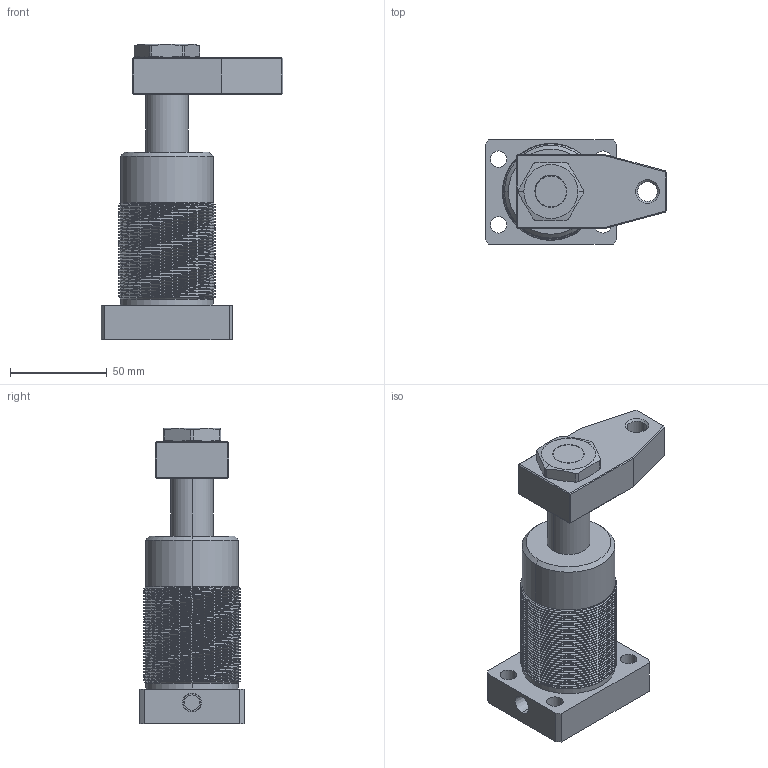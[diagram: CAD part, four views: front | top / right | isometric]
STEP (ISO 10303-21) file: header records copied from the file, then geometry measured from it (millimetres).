
FILE_DESCRIPTION (( 'STEP AP214' ), '1' );
FILE_NAME ('NFS-32A.STEP', '2019-05-22T10:56:22', ( '' ), ( '' ), 'SwSTEP 2.0', 'SolidWorks 2016', '' );
FILE_SCHEMA (( 'AUTOMOTIVE_DESIGN' ));
Length unit declared in the file: millimetre
Products named in the file (4): NFS-32A; 揤旋; 蹟簽; NFS-32A-bt
Assembly tree (3 placements, depth 2):
  NFS-32A
    NFS-32A-bt
    蹟簽
    揤旋
Bounding box: 94 x 54 x 153 mm (x, y, z)
Volume: 275634.3 mm3; surface area: 47347.6 mm2
Topology: 3 solids, 3 shells, 201 faces, 514 edges, 327 vertices
Faces by surface type: cylinder 117, plane 55, cone 23, bspline 4, torus 2
Entity records: 11234 total; most frequent: CARTESIAN_POINT 6598, ORIENTED_EDGE 1028, DIRECTION 845, EDGE_CURVE 514, VERTEX_POINT 327, AXIS2_PLACEMENT_3D 313, EDGE_LOOP 223, LINE 219
